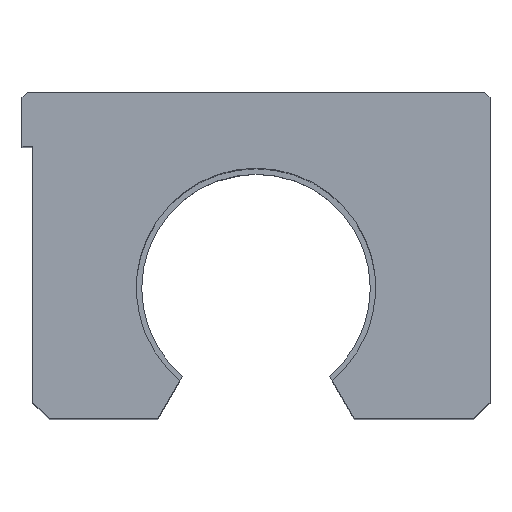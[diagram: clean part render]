
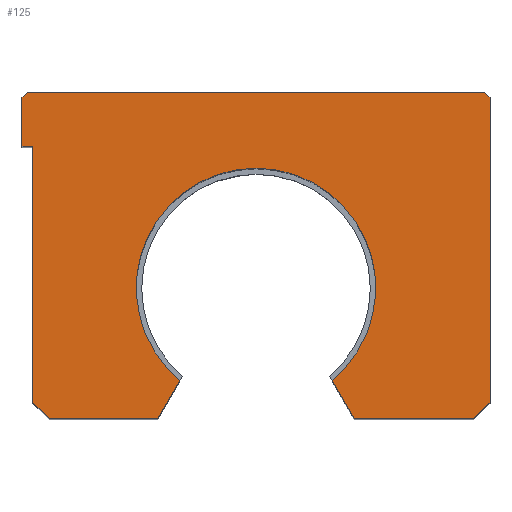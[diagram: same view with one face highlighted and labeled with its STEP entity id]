
A CAD part, top view. The second image highlights one B-rep face of the part: STEP entity #125.
In plain terms, the highlighted planar face has unit normal (0, 0, 1).
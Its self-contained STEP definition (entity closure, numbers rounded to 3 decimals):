
#125 = ADVANCED_FACE( '', ( #276 ), #277, .T. );
#276 = FACE_OUTER_BOUND( '', #482, .T. );
#277 = PLANE( '', #483 );
#482 = EDGE_LOOP( '', ( #951, #952, #953, #954, #955, #956, #957, #958, #959, #960, #961, #962, #963, #964, #965 ) );
#483 = AXIS2_PLACEMENT_3D( '', #966, #967, #968 );
#951 = ORIENTED_EDGE( '', *, *, #1457, .T. );
#952 = ORIENTED_EDGE( '', *, *, #1473, .F. );
#953 = ORIENTED_EDGE( '', *, *, #1474, .F. );
#954 = ORIENTED_EDGE( '', *, *, #1475, .F. );
#955 = ORIENTED_EDGE( '', *, *, #1476, .F. );
#956 = ORIENTED_EDGE( '', *, *, #1477, .F. );
#957 = ORIENTED_EDGE( '', *, *, #1478, .F. );
#958 = ORIENTED_EDGE( '', *, *, #1479, .F. );
#959 = ORIENTED_EDGE( '', *, *, #1480, .F. );
#960 = ORIENTED_EDGE( '', *, *, #1481, .F. );
#961 = ORIENTED_EDGE( '', *, *, #1482, .F. );
#962 = ORIENTED_EDGE( '', *, *, #1483, .F. );
#963 = ORIENTED_EDGE( '', *, *, #1468, .T. );
#964 = ORIENTED_EDGE( '', *, *, #1367, .T. );
#965 = ORIENTED_EDGE( '', *, *, #1472, .T. );
#966 = CARTESIAN_POINT( '', ( 0., 0., 76. ) );
#967 = DIRECTION( '', ( 0., 0., 1. ) );
#968 = DIRECTION( '', ( 1., 0., 0. ) );
#1367 = EDGE_CURVE( '', #1634, #1631, #1635, .T. );
#1457 = EDGE_CURVE( '', #1782, #1779, #1783, .T. );
#1468 = EDGE_CURVE( '', #1796, #1634, #1801, .T. );
#1472 = EDGE_CURVE( '', #1631, #1782, #1805, .T. );
#1473 = EDGE_CURVE( '', #1806, #1779, #1807, .T. );
#1474 = EDGE_CURVE( '', #1808, #1806, #1809, .T. );
#1475 = EDGE_CURVE( '', #1810, #1808, #1811, .T. );
#1476 = EDGE_CURVE( '', #1812, #1810, #1813, .T. );
#1477 = EDGE_CURVE( '', #1814, #1812, #1815, .T. );
#1478 = EDGE_CURVE( '', #1816, #1814, #1817, .T. );
#1479 = EDGE_CURVE( '', #1818, #1816, #1819, .T. );
#1480 = EDGE_CURVE( '', #1820, #1818, #1821, .T. );
#1481 = EDGE_CURVE( '', #1822, #1820, #1823, .T. );
#1482 = EDGE_CURVE( '', #1824, #1822, #1825, .T. );
#1483 = EDGE_CURVE( '', #1796, #1824, #1826, .T. );
#1631 = VERTEX_POINT( '', #2104 );
#1634 = VERTEX_POINT( '', #2108 );
#1635 = CIRCLE( '', #2109, 11. );
#1779 = VERTEX_POINT( '', #2452 );
#1782 = VERTEX_POINT( '', #2456 );
#1783 = LINE( '', #2457, #2458 );
#1796 = VERTEX_POINT( '', #2477 );
#1801 = LINE( '', #2486, #2487 );
#1805 = CIRCLE( '', #2491, 11. );
#1806 = VERTEX_POINT( '', #2492 );
#1807 = LINE( '', #2493, #2494 );
#1808 = VERTEX_POINT( '', #2495 );
#1809 = LINE( '', #2496, #2497 );
#1810 = VERTEX_POINT( '', #2498 );
#1811 = LINE( '', #2499, #2500 );
#1812 = VERTEX_POINT( '', #2501 );
#1813 = LINE( '', #2502, #2503 );
#1814 = VERTEX_POINT( '', #2504 );
#1815 = LINE( '', #2505, #2506 );
#1816 = VERTEX_POINT( '', #2507 );
#1817 = LINE( '', #2508, #2509 );
#1818 = VERTEX_POINT( '', #2510 );
#1819 = LINE( '', #2511, #2512 );
#1820 = VERTEX_POINT( '', #2513 );
#1821 = LINE( '', #2514, #2515 );
#1822 = VERTEX_POINT( '', #2516 );
#1823 = LINE( '', #2517, #2518 );
#1824 = VERTEX_POINT( '', #2519 );
#1825 = LINE( '', #2520, #2521 );
#1826 = LINE( '', #2522, #2523 );
#2104 = CARTESIAN_POINT( '', ( 0., 23., 76. ) );
#2108 = CARTESIAN_POINT( '', ( -7., 3.515, 76. ) );
#2109 = AXIS2_PLACEMENT_3D( '', #2791, #2792, #2793 );
#2452 = CARTESIAN_POINT( '', ( 9.029, 0., 76. ) );
#2456 = CARTESIAN_POINT( '', ( 7., 3.515, 76. ) );
#2457 = CARTESIAN_POINT( '', ( 8.189, 1.455, 76. ) );
#2458 = VECTOR( '', #2976, 1. );
#2477 = CARTESIAN_POINT( '', ( -9.029, 0., 76. ) );
#2486 = CARTESIAN_POINT( '', ( -3.386, 9.774, 76. ) );
#2487 = VECTOR( '', #2987, 1. );
#2491 = AXIS2_PLACEMENT_3D( '', #2997, #2998, #2999 );
#2492 = CARTESIAN_POINT( '', ( 20., 0., 76. ) );
#2493 = CARTESIAN_POINT( '', ( -19., 0., 76. ) );
#2494 = VECTOR( '', #3000, 1. );
#2495 = CARTESIAN_POINT( '', ( 21.5, 1.5, 76. ) );
#2496 = CARTESIAN_POINT( '', ( 20., 0., 76. ) );
#2497 = VECTOR( '', #3001, 1. );
#2498 = CARTESIAN_POINT( '', ( 21.5, 29.5, 76. ) );
#2499 = CARTESIAN_POINT( '', ( 21.5, 1.5, 76. ) );
#2500 = VECTOR( '', #3002, 1. );
#2501 = CARTESIAN_POINT( '', ( 21., 30., 76. ) );
#2502 = CARTESIAN_POINT( '', ( 21.5, 29.5, 76. ) );
#2503 = VECTOR( '', #3003, 1. );
#2504 = CARTESIAN_POINT( '', ( -21., 30., 76. ) );
#2505 = CARTESIAN_POINT( '', ( 21., 30., 76. ) );
#2506 = VECTOR( '', #3004, 1. );
#2507 = CARTESIAN_POINT( '', ( -21.5, 29.5, 76. ) );
#2508 = CARTESIAN_POINT( '', ( -21., 30., 76. ) );
#2509 = VECTOR( '', #3005, 1. );
#2510 = CARTESIAN_POINT( '', ( -21.5, 25., 76. ) );
#2511 = CARTESIAN_POINT( '', ( -21.5, 29.5, 76. ) );
#2512 = VECTOR( '', #3006, 1. );
#2513 = CARTESIAN_POINT( '', ( -20.5, 25., 76. ) );
#2514 = CARTESIAN_POINT( '', ( -21.5, 25., 76. ) );
#2515 = VECTOR( '', #3007, 1. );
#2516 = CARTESIAN_POINT( '', ( -20.5, 1.5, 76. ) );
#2517 = CARTESIAN_POINT( '', ( -20.5, 25., 76. ) );
#2518 = VECTOR( '', #3008, 1. );
#2519 = CARTESIAN_POINT( '', ( -19., 0., 76. ) );
#2520 = CARTESIAN_POINT( '', ( -20.5, 1.5, 76. ) );
#2521 = VECTOR( '', #3009, 1. );
#2522 = CARTESIAN_POINT( '', ( -19., 0., 76. ) );
#2523 = VECTOR( '', #3010, 1. );
#2791 = CARTESIAN_POINT( '', ( 0., 12., 76. ) );
#2792 = DIRECTION( '', ( 0., 0., -1. ) );
#2793 = DIRECTION( '', ( 0., 1., 0. ) );
#2976 = DIRECTION( '', ( 0.5, -0.866, 0. ) );
#2987 = DIRECTION( '', ( 0.5, 0.866, 0. ) );
#2997 = CARTESIAN_POINT( '', ( 0., 12., 76. ) );
#2998 = DIRECTION( '', ( 0., 0., -1. ) );
#2999 = DIRECTION( '', ( 0., 1., 0. ) );
#3000 = DIRECTION( '', ( -1., 0., 0. ) );
#3001 = DIRECTION( '', ( -0.707, -0.707, 0. ) );
#3002 = DIRECTION( '', ( 0., -1., 0. ) );
#3003 = DIRECTION( '', ( 0.707, -0.707, 0. ) );
#3004 = DIRECTION( '', ( 1., 0., 0. ) );
#3005 = DIRECTION( '', ( 0.707, 0.707, 0. ) );
#3006 = DIRECTION( '', ( 0., 1., 0. ) );
#3007 = DIRECTION( '', ( -1., 0., 0. ) );
#3008 = DIRECTION( '', ( 0., 1., 0. ) );
#3009 = DIRECTION( '', ( -0.707, 0.707, 0. ) );
#3010 = DIRECTION( '', ( -1., 0., 0. ) );
